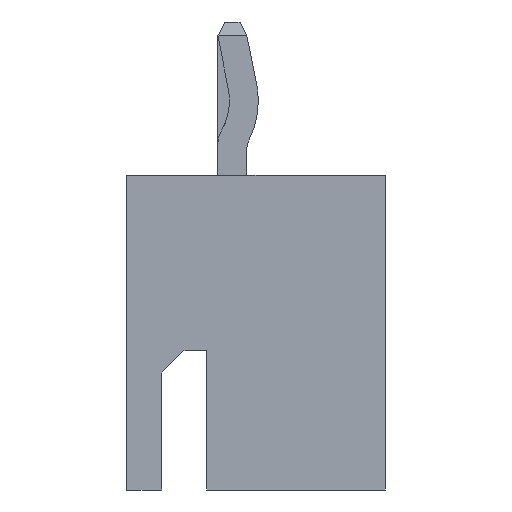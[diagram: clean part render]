
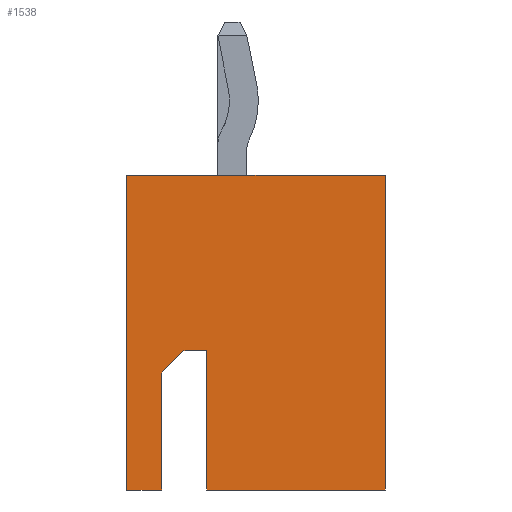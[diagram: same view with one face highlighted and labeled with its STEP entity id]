
A CAD part, left-side view. The second image highlights one B-rep face of the part: STEP entity #1538.
In plain terms, the highlighted free-form (B-spline) face has degree [1, 1] with [2, 2] control points.
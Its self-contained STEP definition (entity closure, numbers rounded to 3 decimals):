
#130 = VERTEX_POINT ( 'NONE', #3601 ) ;
#132 = CARTESIAN_POINT ( 'NONE',  ( -7.5, 2.1, -0.9 ) ) ;
#184 = B_SPLINE_CURVE_WITH_KNOTS ( 'NONE', 1,
 ( #3578, #756 ),
 .UNSPECIFIED., .F., .F.,
 ( 2, 2 ),
 ( 0., 1. ),
 .UNSPECIFIED. ) ;
#217 = CARTESIAN_POINT ( 'NONE',  ( -7.5, -2.99, -3.64 ) ) ;
#360 = CARTESIAN_POINT ( 'NONE',  ( -7.5, 1.1, -3.5 ) ) ;
#467 = CARTESIAN_POINT ( 'NONE',  ( -7.5, 1.1, -0.4 ) ) ;
#537 = CARTESIAN_POINT ( 'NONE',  ( -7.5, 2.875, -3.5 ) ) ;
#539 = VERTEX_POINT ( 'NONE', #4027 ) ;
#549 = B_SPLINE_CURVE_WITH_KNOTS ( 'NONE', 1,
 ( #3421, #4050 ),
 .UNSPECIFIED., .F., .F.,
 ( 2, 2 ),
 ( 0., 1. ),
 .UNSPECIFIED. ) ;
#560 = B_SPLINE_CURVE_WITH_KNOTS ( 'NONE', 1,
 ( #360, #467 ),
 .UNSPECIFIED., .F., .F.,
 ( 2, 2 ),
 ( 0., 1. ),
 .UNSPECIFIED. ) ;
#579 = CARTESIAN_POINT ( 'NONE',  ( -7.5, -2.875, -3.5 ) ) ;
#684 = EDGE_CURVE ( 'NONE', #769, #3562, #4098, .T. ) ;
#718 = ORIENTED_EDGE ( 'NONE', *, *, #882, .F. ) ;
#731 = VERTEX_POINT ( 'NONE', #3857 ) ;
#756 = CARTESIAN_POINT ( 'NONE',  ( -7.5, -2.875, 3.5 ) ) ;
#769 = VERTEX_POINT ( 'NONE', #2151 ) ;
#827 = EDGE_CURVE ( 'NONE', #130, #769, #3379, .T. ) ;
#830 = CARTESIAN_POINT ( 'NONE',  ( -7.5, -2.875, 3.5 ) ) ;
#882 = EDGE_CURVE ( 'NONE', #3069, #964, #549, .T. ) ;
#922 = CARTESIAN_POINT ( 'NONE',  ( -7.5, 1.1, -3.5 ) ) ;
#945 = B_SPLINE_CURVE_WITH_KNOTS ( 'NONE', 1,
 ( #537, #1865 ),
 .UNSPECIFIED., .F., .F.,
 ( 2, 2 ),
 ( 0., 1. ),
 .UNSPECIFIED. ) ;
#963 = ORIENTED_EDGE ( 'NONE', *, *, #827, .F. ) ;
#964 = VERTEX_POINT ( 'NONE', #579 ) ;
#1025 = ORIENTED_EDGE ( 'NONE', *, *, #3952, .T. ) ;
#1118 = ORIENTED_EDGE ( 'NONE', *, *, #684, .F. ) ;
#1430 = CARTESIAN_POINT ( 'NONE',  ( -7.5, 1.1, -3.5 ) ) ;
#1503 = EDGE_CURVE ( 'NONE', #539, #3069, #184, .T. ) ;
#1538 = ADVANCED_FACE ( 'NONE', ( #4424 ), #4658, .F. ) ;
#1703 = CARTESIAN_POINT ( 'NONE',  ( -7.5, -2.875, -3.5 ) ) ;
#1819 = EDGE_CURVE ( 'NONE', #3978, #731, #4705, .T. ) ;
#1831 = B_SPLINE_CURVE_WITH_KNOTS ( 'NONE', 1,
 ( #2066, #3260 ),
 .UNSPECIFIED., .F., .F.,
 ( 2, 2 ),
 ( 0., 1. ),
 .UNSPECIFIED. ) ;
#1865 = CARTESIAN_POINT ( 'NONE',  ( -7.5, 2.875, 3.5 ) ) ;
#1988 = CARTESIAN_POINT ( 'NONE',  ( -7.5, 2.99, -3.64 ) ) ;
#2066 = CARTESIAN_POINT ( 'NONE',  ( -7.5, 2.1, -3.5 ) ) ;
#2151 = CARTESIAN_POINT ( 'NONE',  ( -7.5, 1.6, -0.4 ) ) ;
#2330 = ORIENTED_EDGE ( 'NONE', *, *, #2607, .F. ) ;
#2338 = CARTESIAN_POINT ( 'NONE',  ( -7.5, 2.875, -3.5 ) ) ;
#2363 = ORIENTED_EDGE ( 'NONE', *, *, #1819, .F. ) ;
#2564 = ORIENTED_EDGE ( 'NONE', *, *, #4115, .F. ) ;
#2607 = EDGE_CURVE ( 'NONE', #2786, #130, #560, .T. ) ;
#2659 = CARTESIAN_POINT ( 'NONE',  ( -7.5, 2.1, -3.5 ) ) ;
#2680 = CARTESIAN_POINT ( 'NONE',  ( -7.5, -2.99, 3.64 ) ) ;
#2786 = VERTEX_POINT ( 'NONE', #922 ) ;
#3026 = B_SPLINE_CURVE_WITH_KNOTS ( 'NONE', 1,
 ( #1703, #1430 ),
 .UNSPECIFIED., .F., .F.,
 ( 2, 2 ),
 ( 0., 1. ),
 .UNSPECIFIED. ) ;
#3069 = VERTEX_POINT ( 'NONE', #830 ) ;
#3260 = CARTESIAN_POINT ( 'NONE',  ( -7.5, 2.1, -0.9 ) ) ;
#3280 = CARTESIAN_POINT ( 'NONE',  ( -7.5, 1.1, -0.4 ) ) ;
#3379 = B_SPLINE_CURVE_WITH_KNOTS ( 'NONE', 1,
 ( #3280, #3608 ),
 .UNSPECIFIED., .F., .F.,
 ( 2, 2 ),
 ( 0., 1. ),
 .UNSPECIFIED. ) ;
#3421 = CARTESIAN_POINT ( 'NONE',  ( -7.5, -2.875, 3.5 ) ) ;
#3562 = VERTEX_POINT ( 'NONE', #3660 ) ;
#3578 = CARTESIAN_POINT ( 'NONE',  ( -7.5, 2.875, 3.5 ) ) ;
#3601 = CARTESIAN_POINT ( 'NONE',  ( -7.5, 1.1, -0.4 ) ) ;
#3608 = CARTESIAN_POINT ( 'NONE',  ( -7.5, 1.6, -0.4 ) ) ;
#3636 = EDGE_CURVE ( 'NONE', #731, #539, #945, .T. ) ;
#3660 = CARTESIAN_POINT ( 'NONE',  ( -7.5, 2.1, -0.9 ) ) ;
#3664 = ORIENTED_EDGE ( 'NONE', *, *, #1503, .F. ) ;
#3694 = CARTESIAN_POINT ( 'NONE',  ( -7.5, 1.6, -0.4 ) ) ;
#3857 = CARTESIAN_POINT ( 'NONE',  ( -7.5, 2.875, -3.5 ) ) ;
#3952 = EDGE_CURVE ( 'NONE', #3978, #3562, #1831, .T. ) ;
#3978 = VERTEX_POINT ( 'NONE', #4639 ) ;
#3981 = EDGE_LOOP ( 'NONE', ( #2564, #718, #3664, #4145, #2363, #1025, #1118, #963, #2330 ) ) ;
#4027 = CARTESIAN_POINT ( 'NONE',  ( -7.5, 2.875, 3.5 ) ) ;
#4050 = CARTESIAN_POINT ( 'NONE',  ( -7.5, -2.875, -3.5 ) ) ;
#4098 = B_SPLINE_CURVE_WITH_KNOTS ( 'NONE', 1,
 ( #3694, #132 ),
 .UNSPECIFIED., .F., .F.,
 ( 2, 2 ),
 ( 0., 1. ),
 .UNSPECIFIED. ) ;
#4115 = EDGE_CURVE ( 'NONE', #964, #2786, #3026, .T. ) ;
#4118 = CARTESIAN_POINT ( 'NONE',  ( -7.5, 2.99, 3.64 ) ) ;
#4145 = ORIENTED_EDGE ( 'NONE', *, *, #3636, .F. ) ;
#4424 = FACE_OUTER_BOUND ( 'NONE', #3981, .T. ) ;
#4639 = CARTESIAN_POINT ( 'NONE',  ( -7.5, 2.1, -3.5 ) ) ;
#4658 = B_SPLINE_SURFACE_WITH_KNOTS ( 'NONE', 1, 1, ( 
 ( #217, #2680 ),
 ( #1988, #4118 ) ),
 .UNSPECIFIED., .F., .F., .F.,
 ( 2, 2 ),
 ( 2, 2 ),
 ( -2.99, 2.99 ),
 ( -3.64, 3.64 ),
 .UNSPECIFIED. ) ;
#4705 = B_SPLINE_CURVE_WITH_KNOTS ( 'NONE', 1,
 ( #2659, #2338 ),
 .UNSPECIFIED., .F., .F.,
 ( 2, 2 ),
 ( 0., 1. ),
 .UNSPECIFIED. ) ;
